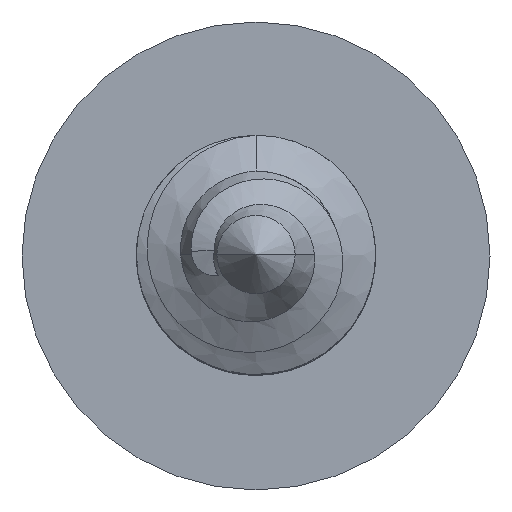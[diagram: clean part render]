
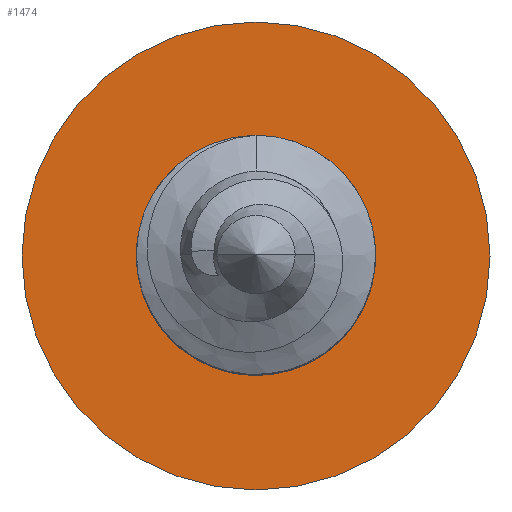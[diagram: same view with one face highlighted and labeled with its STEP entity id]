
A CAD part, top view. The second image highlights one B-rep face of the part: STEP entity #1474.
In plain terms, the highlighted planar face has unit normal (0, 0, 1).
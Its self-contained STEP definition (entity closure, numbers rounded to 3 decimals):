
#708 = CIRCLE ( 'NONE', #738, 1.753 ) ;
#738 = AXIS2_PLACEMENT_3D ( 'NONE', #769, #770, #783 ) ;
#769 = CARTESIAN_POINT ( 'NONE',  ( 0., 0., -10.166 ) ) ;
#770 = DIRECTION ( 'NONE',  ( 0., 0., 1. ) ) ;
#783 = DIRECTION ( 'NONE',  ( 1., 0., 0. ) ) ;
#1196 = FACE_BOUND ( 'NONE', #1980, .T. ) ;
#1233 = DIRECTION ( 'NONE',  ( 0., 0., 1. ) ) ;
#1258 = PLANE ( 'NONE',  #1262 ) ;
#1262 = AXIS2_PLACEMENT_3D ( 'NONE', #1266, #1233, #1803 ) ;
#1266 = CARTESIAN_POINT ( 'NONE',  ( 0., 0., -10.166 ) ) ;
#1270 = FACE_OUTER_BOUND ( 'NONE', #1826, .T. ) ;
#1449 = ORIENTED_EDGE ( 'NONE', *, *, #1922, .F. ) ;
#1474 = ADVANCED_FACE ( 'NONE', ( #1270, #1196 ), #1258, .T. ) ;
#1475 = ORIENTED_EDGE ( 'NONE', *, *, #3442, .F. ) ;
#1573 = AXIS2_PLACEMENT_3D ( 'NONE', #1609, #1603, #1602 ) ;
#1580 = CARTESIAN_POINT ( 'NONE',  ( 0., -3.429, -10.166 ) ) ;
#1602 = DIRECTION ( 'NONE',  ( 0., 1., 0. ) ) ;
#1603 = DIRECTION ( 'NONE',  ( 0., 0., -1. ) ) ;
#1609 = CARTESIAN_POINT ( 'NONE',  ( 0., 0., -10.166 ) ) ;
#1610 = CIRCLE ( 'NONE', #1573, 3.429 ) ;
#1803 = DIRECTION ( 'NONE',  ( 0., -1., 0. ) ) ;
#1826 = EDGE_LOOP ( 'NONE', ( #1449, #1868 ) ) ;
#1868 = ORIENTED_EDGE ( 'NONE', *, *, #2741, .F. ) ;
#1920 = ORIENTED_EDGE ( 'NONE', *, *, #3443, .F. ) ;
#1922 = EDGE_CURVE ( 'NONE', #2727, #3271, #3969, .T. ) ;
#1980 = EDGE_LOOP ( 'NONE', ( #2314, #1920, #1475 ) ) ;
#2152 = EDGE_CURVE ( 'NONE', #3477, #3472, #708, .T. ) ;
#2314 = ORIENTED_EDGE ( 'NONE', *, *, #2152, .F. ) ;
#2600 = CARTESIAN_POINT ( 'NONE',  ( 0., 3.429, -10.166 ) ) ;
#2727 = VERTEX_POINT ( 'NONE', #1580 ) ;
#2741 = EDGE_CURVE ( 'NONE', #3271, #2727, #1610, .T. ) ;
#3179 = CARTESIAN_POINT ( 'NONE',  ( 0., 0., -10.166 ) ) ;
#3200 = CIRCLE ( 'NONE', #3238, 1.753 ) ;
#3204 = CARTESIAN_POINT ( 'NONE',  ( 1.753, 0., -10.166 ) ) ;
#3236 = DIRECTION ( 'NONE',  ( 1., 0., 0. ) ) ;
#3237 = DIRECTION ( 'NONE',  ( 0., 0., 1. ) ) ;
#3238 = AXIS2_PLACEMENT_3D ( 'NONE', #3265, #3237, #3236 ) ;
#3242 = DIRECTION ( 'NONE',  ( 1., 0., 0. ) ) ;
#3243 = DIRECTION ( 'NONE',  ( 0., 0., 1. ) ) ;
#3264 = AXIS2_PLACEMENT_3D ( 'NONE', #3179, #3243, #3242 ) ;
#3265 = CARTESIAN_POINT ( 'NONE',  ( 0., 0., -10.166 ) ) ;
#3271 = VERTEX_POINT ( 'NONE', #2600 ) ;
#3275 = CIRCLE ( 'NONE', #3264, 1.753 ) ;
#3282 = CARTESIAN_POINT ( 'NONE',  ( 0.05, 1.752, -10.166 ) ) ;
#3294 = CARTESIAN_POINT ( 'NONE',  ( -1.753, 0., -10.166 ) ) ;
#3439 = VERTEX_POINT ( 'NONE', #3204 ) ;
#3442 = EDGE_CURVE ( 'NONE', #3472, #3439, #3275, .T. ) ;
#3443 = EDGE_CURVE ( 'NONE', #3439, #3477, #3200, .T. ) ;
#3472 = VERTEX_POINT ( 'NONE', #3294 ) ;
#3477 = VERTEX_POINT ( 'NONE', #3282 ) ;
#3964 = DIRECTION ( 'NONE',  ( 0., 1., 0. ) ) ;
#3965 = DIRECTION ( 'NONE',  ( 0., 0., -1. ) ) ;
#3967 = CARTESIAN_POINT ( 'NONE',  ( 0., 0., -10.166 ) ) ;
#3968 = AXIS2_PLACEMENT_3D ( 'NONE', #3967, #3965, #3964 ) ;
#3969 = CIRCLE ( 'NONE', #3968, 3.429 ) ;
